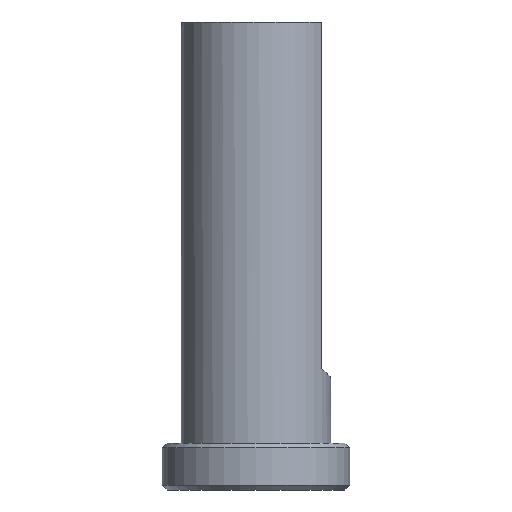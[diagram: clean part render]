
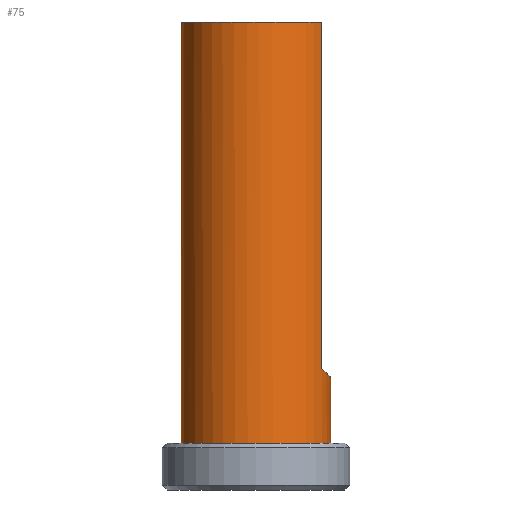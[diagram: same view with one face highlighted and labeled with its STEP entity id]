
A CAD part, left-side view. The second image highlights one B-rep face of the part: STEP entity #75.
In plain terms, the highlighted cylindrical face has radius 8 mm (diameter 16 mm), a full revolution.
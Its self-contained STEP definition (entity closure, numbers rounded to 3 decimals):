
#42=CYLINDRICAL_SURFACE('',#271,8.);
#47=ELLIPSE('',#268,11.314,8.);
#48=ELLIPSE('',#269,11.314,8.);
#49=ELLIPSE('',#270,11.314,8.);
#50=FACE_BOUND('',#98,.T.);
#51=FACE_BOUND('',#99,.T.);
#75=ADVANCED_FACE('',(#50,#51),#42,.T.);
#98=EDGE_LOOP('',(#138));
#99=EDGE_LOOP('',(#139,#140,#141,#142,#143,#144));
#126=LINE('',#388,#131);
#127=LINE('',#389,#132);
#131=VECTOR('',#314,1.);
#132=VECTOR('',#315,1.);
#138=ORIENTED_EDGE('',*,*,#201,.F.);
#139=ORIENTED_EDGE('',*,*,#202,.F.);
#140=ORIENTED_EDGE('',*,*,#203,.T.);
#141=ORIENTED_EDGE('',*,*,#197,.T.);
#142=ORIENTED_EDGE('',*,*,#204,.T.);
#143=ORIENTED_EDGE('',*,*,#205,.F.);
#144=ORIENTED_EDGE('',*,*,#206,.F.);
#178=VERTEX_POINT('',#375);
#179=VERTEX_POINT('',#376);
#182=VERTEX_POINT('',#384);
#183=VERTEX_POINT('',#386);
#184=VERTEX_POINT('',#387);
#185=VERTEX_POINT('',#390);
#186=VERTEX_POINT('',#392);
#197=EDGE_CURVE('',#178,#179,#219,.T.);
#201=EDGE_CURVE('',#182,#182,#221,.T.);
#202=EDGE_CURVE('',#183,#184,#47,.T.);
#203=EDGE_CURVE('',#183,#178,#126,.T.);
#204=EDGE_CURVE('',#179,#185,#127,.T.);
#205=EDGE_CURVE('',#186,#185,#48,.T.);
#206=EDGE_CURVE('',#184,#186,#49,.T.);
#219=CIRCLE('',#264,8.);
#221=CIRCLE('',#267,8.);
#264=AXIS2_PLACEMENT_3D('',#374,#302,#303);
#267=AXIS2_PLACEMENT_3D('',#383,#310,#311);
#268=AXIS2_PLACEMENT_3D('',#385,#312,#313);
#269=AXIS2_PLACEMENT_3D('',#391,#316,#317);
#270=AXIS2_PLACEMENT_3D('',#393,#318,#319);
#271=AXIS2_PLACEMENT_3D('',#394,#320,#321);
#302=DIRECTION('',(0.,0.,-1.));
#303=DIRECTION('',(1.,0.,0.));
#310=DIRECTION('',(0.,0.,-1.));
#311=DIRECTION('',(1.,0.,0.));
#312=DIRECTION('',(0.,-0.707,0.707));
#313=DIRECTION('',(0.,-0.707,-0.707));
#314=DIRECTION('',(0.,0.,1.));
#315=DIRECTION('',(0.,0.,-1.));
#316=DIRECTION('',(0.,-0.707,0.707));
#317=DIRECTION('',(0.,-0.707,-0.707));
#318=DIRECTION('',(0.,-0.707,0.707));
#319=DIRECTION('',(0.,-0.707,-0.707));
#320=DIRECTION('',(0.,0.,-1.));
#321=DIRECTION('',(-1.,0.,0.));
#374=CARTESIAN_POINT('',(0.,0.,45.));
#375=CARTESIAN_POINT('',(-3.877,-6.998,45.));
#376=CARTESIAN_POINT('',(3.877,-6.998,45.));
#383=CARTESIAN_POINT('',(0.,0.,0.));
#384=CARTESIAN_POINT('',(8.,0.,0.));
#385=CARTESIAN_POINT('',(0.,0.,14.998));
#386=CARTESIAN_POINT('',(-3.877,-6.998,8.));
#387=CARTESIAN_POINT('',(-0.181,-7.998,7.));
#388=CARTESIAN_POINT('',(-3.877,-6.998,45.));
#389=CARTESIAN_POINT('',(3.877,-6.998,45.));
#390=CARTESIAN_POINT('',(3.877,-6.998,8.));
#391=CARTESIAN_POINT('',(0.,0.,14.998));
#392=CARTESIAN_POINT('',(0.181,-7.998,7.));
#393=CARTESIAN_POINT('',(0.,0.,14.998));
#394=CARTESIAN_POINT('',(0.,0.,45.));
